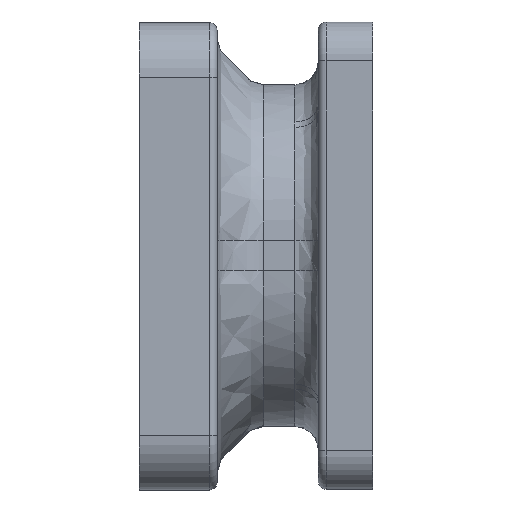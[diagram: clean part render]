
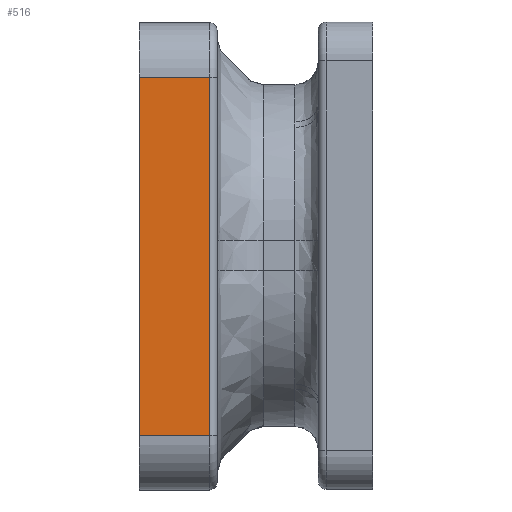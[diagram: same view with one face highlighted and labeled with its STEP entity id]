
A CAD part, left-side view. The second image highlights one B-rep face of the part: STEP entity #516.
In plain terms, the highlighted planar face has unit normal (-1, 0, 0).
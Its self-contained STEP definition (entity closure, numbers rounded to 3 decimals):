
#63 = EDGE_CURVE ( 'NONE', #549, #888, #1751, .T. ) ;
#281 = VECTOR ( 'NONE', #1372, 1000. ) ;
#387 = PLANE ( 'NONE',  #1768 ) ;
#484 = CARTESIAN_POINT ( 'NONE',  ( -39.266, 30., -17.18 ) ) ;
#516 = ADVANCED_FACE ( 'NONE', ( #1534 ), #387, .F. ) ;
#549 = VERTEX_POINT ( 'NONE', #854 ) ;
#729 = VECTOR ( 'NONE', #774, 1000. ) ;
#746 = LINE ( 'NONE', #484, #2352 ) ;
#774 = DIRECTION ( 'NONE',  ( 0., -1., 0. ) ) ;
#854 = CARTESIAN_POINT ( 'NONE',  ( -39.266, 30., -17.18 ) ) ;
#888 = VERTEX_POINT ( 'NONE', #1461 ) ;
#958 = ORIENTED_EDGE ( 'NONE', *, *, #2774, .T. ) ;
#991 = ORIENTED_EDGE ( 'NONE', *, *, #63, .T. ) ;
#992 = EDGE_LOOP ( 'NONE', ( #991, #958, #1179, #2947 ) ) ;
#1017 = CARTESIAN_POINT ( 'NONE',  ( -39.266, 30., -17.18 ) ) ;
#1179 = ORIENTED_EDGE ( 'NONE', *, *, #3128, .F. ) ;
#1372 = DIRECTION ( 'NONE',  ( 0., -1., 0. ) ) ;
#1412 = DIRECTION ( 'NONE',  ( 0., 0., 1. ) ) ;
#1461 = CARTESIAN_POINT ( 'NONE',  ( -39.266, 21., -17.18 ) ) ;
#1534 = FACE_OUTER_BOUND ( 'NONE', #992, .T. ) ;
#1539 = EDGE_CURVE ( 'NONE', #549, #2836, #746, .T. ) ;
#1620 = DIRECTION ( 'NONE',  ( 0., 0., 1. ) ) ;
#1639 = CARTESIAN_POINT ( 'NONE',  ( -39.266, 21., -17.18 ) ) ;
#1751 = LINE ( 'NONE', #1017, #729 ) ;
#1768 = AXIS2_PLACEMENT_3D ( 'NONE', #2060, #2045, #3073 ) ;
#1863 = CARTESIAN_POINT ( 'NONE',  ( -39.266, 30., 28.82 ) ) ;
#2045 = DIRECTION ( 'NONE',  ( 1., 0., 0. ) ) ;
#2060 = CARTESIAN_POINT ( 'NONE',  ( -39.266, 30., -17.18 ) ) ;
#2141 = VERTEX_POINT ( 'NONE', #3154 ) ;
#2227 = LINE ( 'NONE', #1863, #281 ) ;
#2265 = VECTOR ( 'NONE', #1620, 1000. ) ;
#2352 = VECTOR ( 'NONE', #1412, 1000. ) ;
#2767 = LINE ( 'NONE', #1639, #2265 ) ;
#2774 = EDGE_CURVE ( 'NONE', #888, #2141, #2767, .T. ) ;
#2836 = VERTEX_POINT ( 'NONE', #3064 ) ;
#2947 = ORIENTED_EDGE ( 'NONE', *, *, #1539, .F. ) ;
#3064 = CARTESIAN_POINT ( 'NONE',  ( -39.266, 30., 28.82 ) ) ;
#3073 = DIRECTION ( 'NONE',  ( 0., 0., -1. ) ) ;
#3128 = EDGE_CURVE ( 'NONE', #2836, #2141, #2227, .T. ) ;
#3154 = CARTESIAN_POINT ( 'NONE',  ( -39.266, 21., 28.82 ) ) ;
